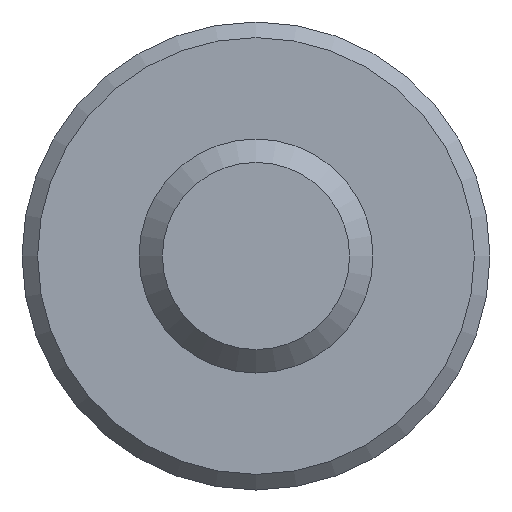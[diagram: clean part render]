
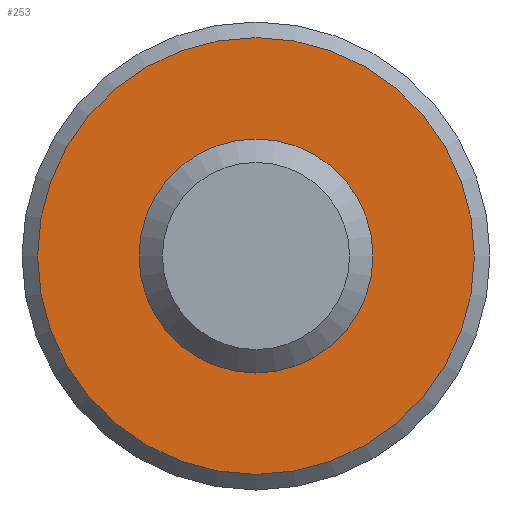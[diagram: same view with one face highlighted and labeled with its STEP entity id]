
A CAD part, front view. The second image highlights one B-rep face of the part: STEP entity #253.
In plain terms, the highlighted planar face has unit normal (0, -1, 0).
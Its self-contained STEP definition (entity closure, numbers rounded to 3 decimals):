
#64=FACE_BOUND('',#83,.T.);
#66=FACE_OUTER_BOUND('',#82,.T.);
#82=EDGE_LOOP('',(#171));
#83=EDGE_LOOP('',(#172));
#100=CIRCLE('',#284,2.8);
#101=CIRCLE('',#285,1.5);
#111=VERTEX_POINT('',#386);
#112=VERTEX_POINT('',#388);
#135=EDGE_CURVE('',#111,#111,#100,.T.);
#136=EDGE_CURVE('',#112,#112,#101,.T.);
#171=ORIENTED_EDGE('',*,*,#135,.T.);
#172=ORIENTED_EDGE('',*,*,#136,.F.);
#243=PLANE('',#283);
#253=ADVANCED_FACE('',(#66,#64),#243,.F.);
#283=AXIS2_PLACEMENT_3D('',#385,#312,#313);
#284=AXIS2_PLACEMENT_3D('',#387,#314,#315);
#285=AXIS2_PLACEMENT_3D('',#389,#316,#317);
#312=DIRECTION('center_axis',(0.,1.,0.));
#313=DIRECTION('ref_axis',(1.,0.,0.));
#314=DIRECTION('center_axis',(0.,-1.,0.));
#315=DIRECTION('ref_axis',(-1.,0.,0.));
#316=DIRECTION('center_axis',(0.,-1.,0.));
#317=DIRECTION('ref_axis',(1.,0.,0.));
#385=CARTESIAN_POINT('Origin',(0.,0.,0.));
#386=CARTESIAN_POINT('',(0.,0.,2.8));
#387=CARTESIAN_POINT('Origin',(0.,0.,0.));
#388=CARTESIAN_POINT('',(-1.5,0.,0.));
#389=CARTESIAN_POINT('Origin',(0.,0.,0.));
